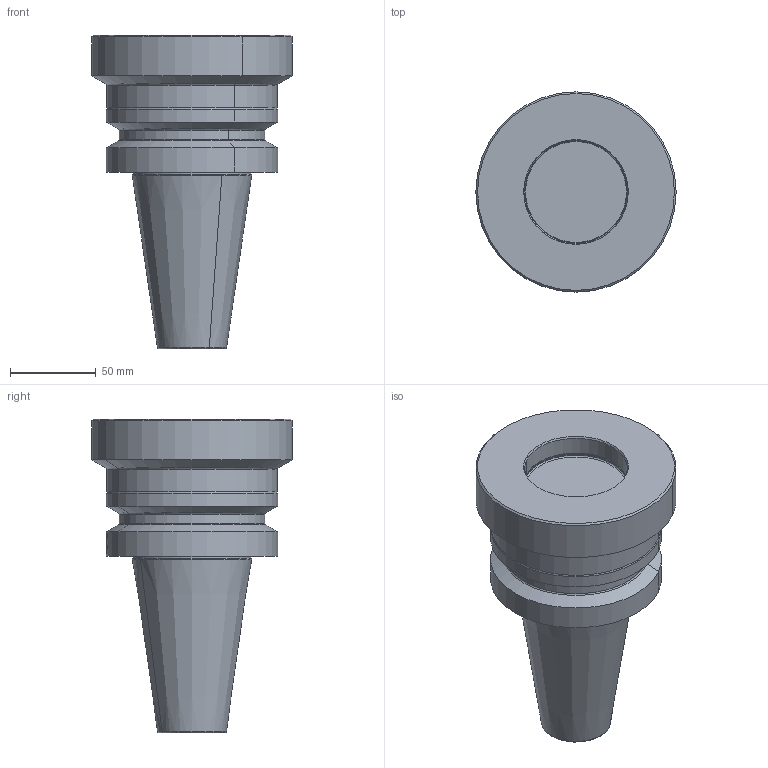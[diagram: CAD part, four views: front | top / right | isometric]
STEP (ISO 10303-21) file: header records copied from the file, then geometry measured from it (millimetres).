
FILE_DESCRIPTION((''),'2;1');
FILE_NAME('606355647-000-00-ED1_DEX','2014-10-14T',('brunnert'),(''),'PRO/ENGINEER BY PARAMETRIC TECHNOLOGY CORPORATION, 2011220','PRO/ENGINEER BY PARAMETRIC TECHNOLOGY CORPORATION, 2011220','');
FILE_SCHEMA(('AUTOMOTIVE_DESIGN_CC2 { 1 2 10303 214 -1 1 5 2 }'));
Length unit declared in the file: millimetre
Products named in the file (1): 606355647-000-00-ED1_DEX
Bounding box: 117 x 117 x 183.3 mm (x, y, z)
Volume: 892701.8 mm3; surface area: 66695.2 mm2
Topology: 1 solids, 1 shells, 552 faces, 1608 edges, 1092 vertices
Faces by surface type: plane 468, cylinder 39, cone 20, torus 18, extrusion 7
Entity records: 23569 total; most frequent: CARTESIAN_POINT 5241, ORIENTED_EDGE 3052, DIRECTION 2089, PRESENTATION_STYLE_ASSIGNMENT 1656, STYLED_ITEM 1642, CURVE_STYLE 1626, EDGE_CURVE 1526, VERTEX_POINT 1002
